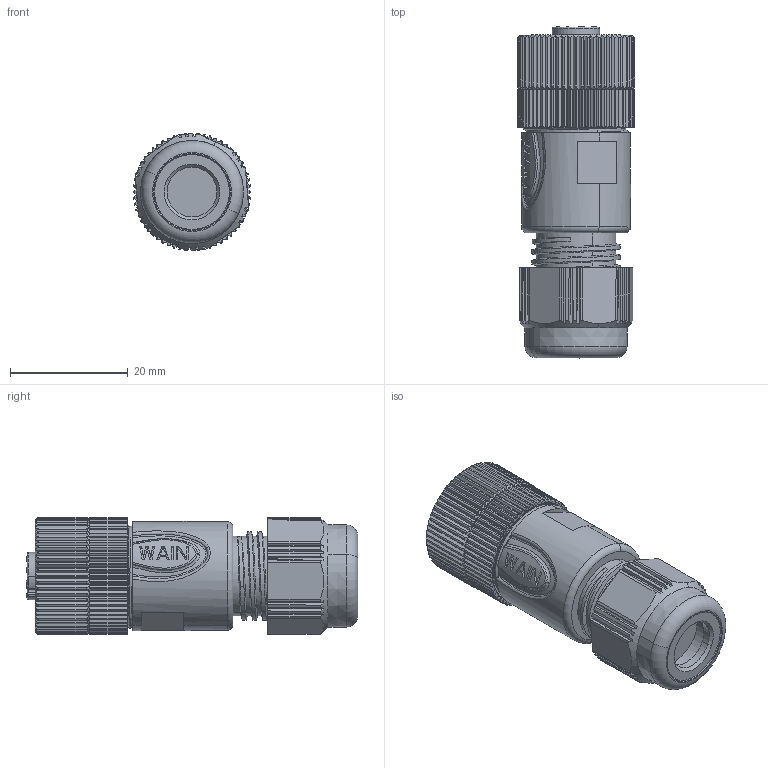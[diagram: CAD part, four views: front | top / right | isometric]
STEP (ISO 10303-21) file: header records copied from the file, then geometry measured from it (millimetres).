
FILE_DESCRIPTION((''),'2;1');
FILE_NAME('3D_1630084243002_M12P-F08A-T-D8','2024-03-16T',('12262'),(''),'PRO/ENGINEER BY PARAMETRIC TECHNOLOGY CORPORATION, 2012480','PRO/ENGINEER BY PARAMETRIC TECHNOLOGY CORPORATION, 2012480','');
FILE_SCHEMA(('CONFIG_CONTROL_DESIGN'));
Products named in the file (1): 3D_1630084243002_M12P-F08A-T-D8
Bounding box: 20 x 56.27 x 20 mm (x, y, z)
Volume: 12287.9 mm3; surface area: 9132.6 mm2
Topology: 1 solids, 2 shells, 1210 faces, 3214 edges, 2055 vertices
Faces by surface type: plane 482, cylinder 367, cone 177, extrusion 116, bspline 57, torus 9, sphere 2
Entity records: 51618 total; most frequent: CARTESIAN_POINT 23291, ORIENTED_EDGE 6424, DIRECTION 5044, EDGE_CURVE 3212, VERTEX_POINT 2055, AXIS2_PLACEMENT_3D 1756, VECTOR 1532, LINE 1416
